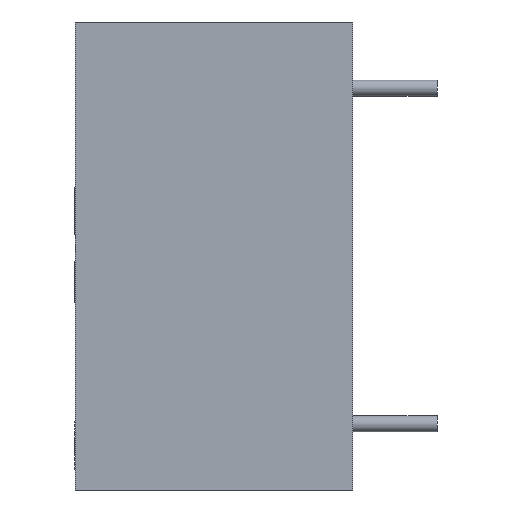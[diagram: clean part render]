
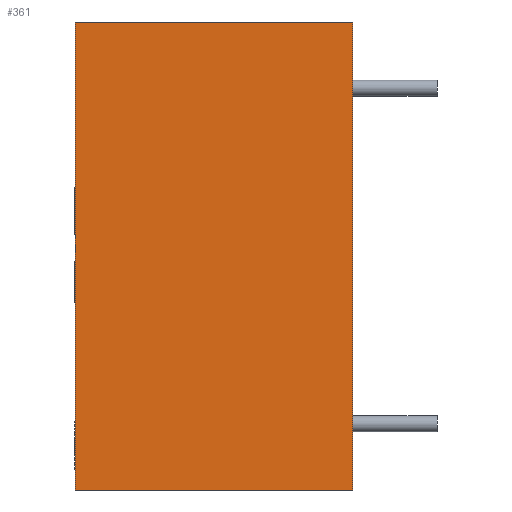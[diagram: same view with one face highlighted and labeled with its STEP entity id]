
A CAD part, left-side view. The second image highlights one B-rep face of the part: STEP entity #361.
In plain terms, the highlighted planar face has unit normal (-1, 0, 0).
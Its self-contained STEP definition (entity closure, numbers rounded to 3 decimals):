
#64 = CARTESIAN_POINT ( 'NONE',  ( -8.85, 0., 8.85 ) ) ;
#361 = ADVANCED_FACE ( 'NONE', ( #11767 ), #11889, .F. ) ;
#393 = CARTESIAN_POINT ( 'NONE',  ( -8.85, 0., 8.85 ) ) ;
#427 = VECTOR ( 'NONE', #4658, 1000. ) ;
#451 = DIRECTION ( 'NONE',  ( 0., -1., 0. ) ) ;
#493 = EDGE_CURVE ( 'NONE', #11702, #7419, #10234, .T. ) ;
#873 = ORIENTED_EDGE ( 'NONE', *, *, #8904, .F. ) ;
#2396 = CARTESIAN_POINT ( 'NONE',  ( -8.85, 10.5, -8.85 ) ) ;
#2446 = DIRECTION ( 'NONE',  ( 1., 0., 0. ) ) ;
#3535 = EDGE_CURVE ( 'NONE', #10145, #10802, #4006, .T. ) ;
#3935 = DIRECTION ( 'NONE',  ( 0., 0., 1. ) ) ;
#4006 = LINE ( 'NONE', #2396, #11303 ) ;
#4245 = ORIENTED_EDGE ( 'NONE', *, *, #493, .F. ) ;
#4658 = DIRECTION ( 'NONE',  ( 0., -1., 0. ) ) ;
#6163 = EDGE_LOOP ( 'NONE', ( #9719, #4245, #873, #12027 ) ) ;
#6411 = AXIS2_PLACEMENT_3D ( 'NONE', #7983, #2446, #12234 ) ;
#7419 = VERTEX_POINT ( 'NONE', #64 ) ;
#7441 = CARTESIAN_POINT ( 'NONE',  ( -8.85, 10.5, 8.85 ) ) ;
#7594 = EDGE_CURVE ( 'NONE', #10802, #7419, #10517, .T. ) ;
#7906 = DIRECTION ( 'NONE',  ( 0., 0., 1. ) ) ;
#7983 = CARTESIAN_POINT ( 'NONE',  ( -8.85, 10.5, 8.85 ) ) ;
#8039 = LINE ( 'NONE', #10236, #8639 ) ;
#8639 = VECTOR ( 'NONE', #3935, 1000. ) ;
#8811 = CARTESIAN_POINT ( 'NONE',  ( -8.85, 0., -8.85 ) ) ;
#8904 = EDGE_CURVE ( 'NONE', #10145, #11702, #8039, .T. ) ;
#9719 = ORIENTED_EDGE ( 'NONE', *, *, #7594, .T. ) ;
#9760 = CARTESIAN_POINT ( 'NONE',  ( -8.85, 10.5, -8.85 ) ) ;
#10145 = VERTEX_POINT ( 'NONE', #9760 ) ;
#10234 = LINE ( 'NONE', #10433, #427 ) ;
#10236 = CARTESIAN_POINT ( 'NONE',  ( -8.85, 10.5, 8.85 ) ) ;
#10433 = CARTESIAN_POINT ( 'NONE',  ( -8.85, 10.5, 8.85 ) ) ;
#10517 = LINE ( 'NONE', #393, #12515 ) ;
#10802 = VERTEX_POINT ( 'NONE', #8811 ) ;
#11303 = VECTOR ( 'NONE', #451, 1000. ) ;
#11702 = VERTEX_POINT ( 'NONE', #7441 ) ;
#11767 = FACE_OUTER_BOUND ( 'NONE', #6163, .T. ) ;
#11889 = PLANE ( 'NONE',  #6411 ) ;
#12027 = ORIENTED_EDGE ( 'NONE', *, *, #3535, .T. ) ;
#12234 = DIRECTION ( 'NONE',  ( 0., 0., -1. ) ) ;
#12515 = VECTOR ( 'NONE', #7906, 1000. ) ;
